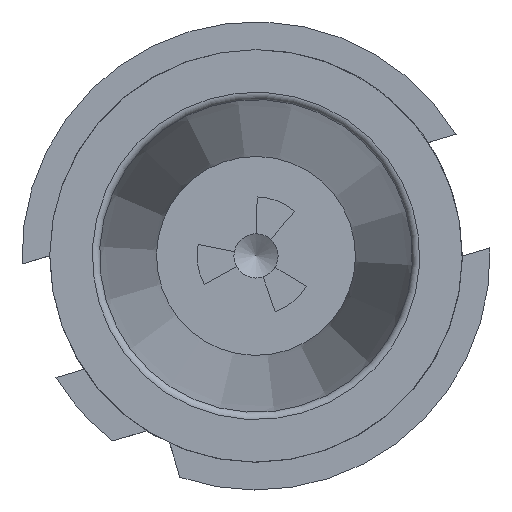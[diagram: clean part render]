
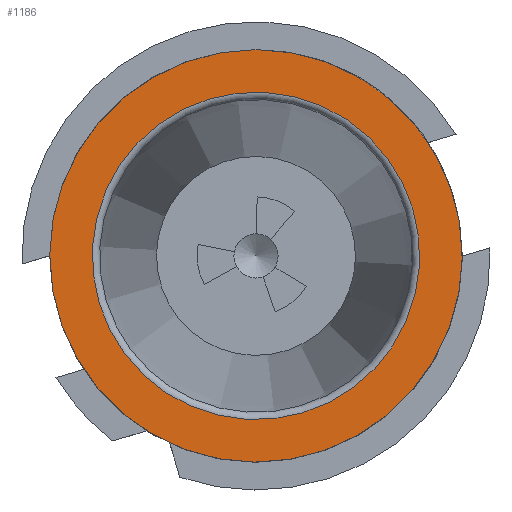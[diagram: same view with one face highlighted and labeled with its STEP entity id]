
A CAD part, left-side view. The second image highlights one B-rep face of the part: STEP entity #1186.
In plain terms, the highlighted planar face has unit normal (1, 0, 0).
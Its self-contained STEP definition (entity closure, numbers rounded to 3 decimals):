
#24=FACE_BOUND('',#141,.T.);
#75=FACE_OUTER_BOUND('',#140,.T.);
#140=EDGE_LOOP('',(#765));
#141=EDGE_LOOP('',(#766));
#389=CIRCLE('',#1278,28.);
#392=CIRCLE('',#1282,22.225);
#467=VERTEX_POINT('',#1802);
#470=VERTEX_POINT('',#1810);
#585=EDGE_CURVE('',#467,#467,#389,.T.);
#589=EDGE_CURVE('',#470,#470,#392,.T.);
#765=ORIENTED_EDGE('',*,*,#585,.T.);
#766=ORIENTED_EDGE('',*,*,#589,.F.);
#1093=PLANE('',#1281);
#1186=ADVANCED_FACE('',(#75,#24),#1093,.T.);
#1278=AXIS2_PLACEMENT_3D('',#1803,#1433,#1434);
#1281=AXIS2_PLACEMENT_3D('',#1809,#1440,#1441);
#1282=AXIS2_PLACEMENT_3D('',#1811,#1442,#1443);
#1433=DIRECTION('center_axis',(1.,0.,0.));
#1434=DIRECTION('ref_axis',(0.,0.,-1.));
#1440=DIRECTION('center_axis',(1.,0.,0.));
#1441=DIRECTION('ref_axis',(0.,0.,-1.));
#1442=DIRECTION('center_axis',(1.,0.,0.));
#1443=DIRECTION('ref_axis',(0.,0.958,-0.286));
#1802=CARTESIAN_POINT('',(24.5,0.,28.));
#1803=CARTESIAN_POINT('Origin',(24.5,0.,0.));
#1809=CARTESIAN_POINT('Origin',(24.5,0.,-22.225));
#1810=CARTESIAN_POINT('',(24.5,-21.295,6.361));
#1811=CARTESIAN_POINT('Origin',(24.5,0.,0.));
